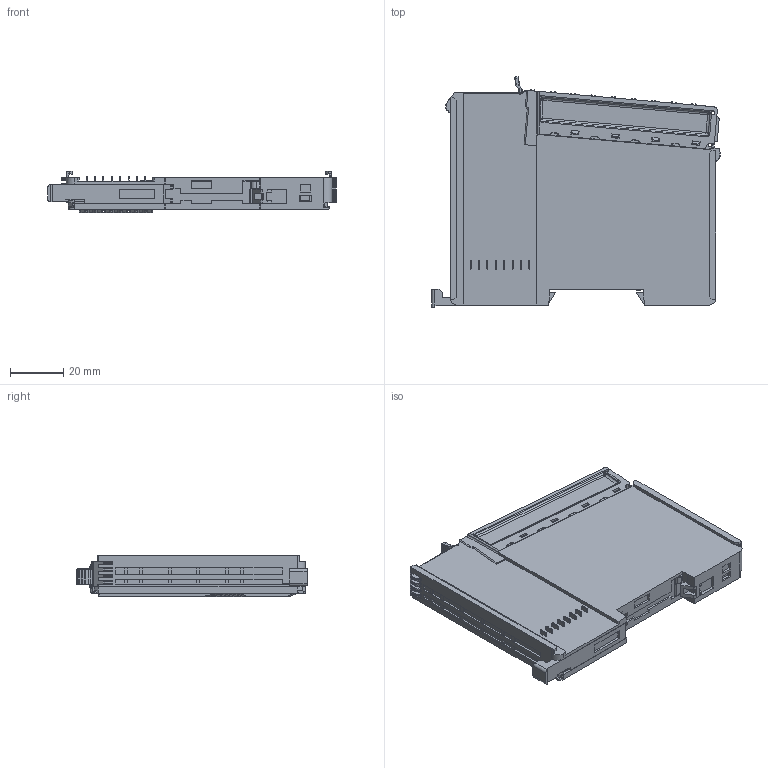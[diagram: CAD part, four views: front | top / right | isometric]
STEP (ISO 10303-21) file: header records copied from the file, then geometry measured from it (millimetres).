
FILE_DESCRIPTION (( 'STEP AP203' ), '1' );
FILE_NAME ('IOD-430-TB-8NP000.STEP', '2025-07-03T12:21:22', ( '' ), ( '' ), 'SwSTEP 2.0', 'SolidWorks 2022', '' );
FILE_SCHEMA (( 'CONFIG_CONTROL_DESIGN' ));
Length unit declared in the file: millimetre
Products named in the file (1): IOD-430-TB-8NP000
Bounding box: 108.65 x 86.68 x 15.7 mm (x, y, z)
Volume: 87946.8 mm3; surface area: 32731.6 mm2
Topology: 1 solids, 8 shells, 3605 faces, 9738 edges, 6257 vertices
Faces by surface type: plane 2253, cylinder 958, cone 195, bspline 90, torus 74, sphere 35
Entity records: 121510 total; most frequent: CARTESIAN_POINT 34805, ORIENTED_EDGE 19404, DIRECTION 16014, EDGE_CURVE 9702, VERTEX_POINT 6257, VECTOR 6090, LINE 6090, AXIS2_PLACEMENT_3D 4962
